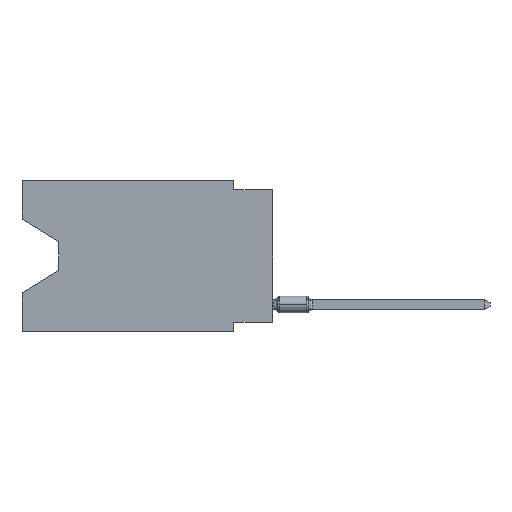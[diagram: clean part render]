
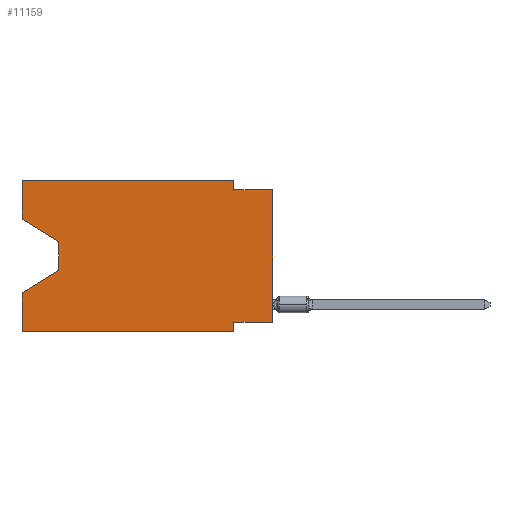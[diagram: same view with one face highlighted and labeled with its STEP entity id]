
A CAD part, left-side view. The second image highlights one B-rep face of the part: STEP entity #11159.
In plain terms, the highlighted planar face has unit normal (-1, 0, 0).
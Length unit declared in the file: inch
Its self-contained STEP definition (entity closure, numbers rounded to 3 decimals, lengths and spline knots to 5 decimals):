
#131 = CARTESIAN_POINT ( 'NONE',  ( 0., 0.1, -0.39 ) ) ;
#150 = DIRECTION ( 'NONE',  ( 1., 0., 0. ) ) ;
#310 = EDGE_CURVE ( 'NONE', #6939, #1225, #1609, .T. ) ;
#320 = CARTESIAN_POINT ( 'NONE',  ( 0., 0.1, -0.365 ) ) ;
#571 = ORIENTED_EDGE ( 'NONE', *, *, #10248, .T. ) ;
#624 = LINE ( 'NONE', #5187, #1859 ) ;
#798 = LINE ( 'NONE', #6356, #4350 ) ;
#873 = DIRECTION ( 'NONE',  ( 0., 0., 1. ) ) ;
#1156 = DIRECTION ( 'NONE',  ( 0., -1., 0. ) ) ;
#1225 = VERTEX_POINT ( 'NONE', #3407 ) ;
#1427 = CARTESIAN_POINT ( 'NONE',  ( 0., 0.645, -0.39 ) ) ;
#1541 = LINE ( 'NONE', #2637, #4581 ) ;
#1609 = LINE ( 'NONE', #11432, #6895 ) ;
#1859 = VECTOR ( 'NONE', #8506, 39.37008 ) ;
#2070 = VECTOR ( 'NONE', #10849, 39.37008 ) ;
#2174 = DIRECTION ( 'NONE',  ( 0., -1., 0. ) ) ;
#2199 = VECTOR ( 'NONE', #9915, 39.37008 ) ;
#2229 = CARTESIAN_POINT ( 'NONE',  ( 0., 0.645, 0. ) ) ;
#2262 = CARTESIAN_POINT ( 'NONE',  ( 0., 0.645, -0.28975 ) ) ;
#2343 = EDGE_CURVE ( 'NONE', #10825, #14093, #624, .T. ) ;
#2392 = PLANE ( 'NONE',  #13322 ) ;
#2637 = CARTESIAN_POINT ( 'NONE',  ( 0., 0., 0. ) ) ;
#2787 = VERTEX_POINT ( 'NONE', #4051 ) ;
#3313 = ORIENTED_EDGE ( 'NONE', *, *, #9572, .F. ) ;
#3407 = CARTESIAN_POINT ( 'NONE',  ( 0., 0.55, -0.158 ) ) ;
#3601 = ORIENTED_EDGE ( 'NONE', *, *, #10538, .T. ) ;
#3740 = VERTEX_POINT ( 'NONE', #6769 ) ;
#3806 = EDGE_CURVE ( 'NONE', #3740, #10825, #7985, .T. ) ;
#3831 = CARTESIAN_POINT ( 'NONE',  ( 0., 0., -0.365 ) ) ;
#4051 = CARTESIAN_POINT ( 'NONE',  ( 0., 0.645, -0.39 ) ) ;
#4350 = VECTOR ( 'NONE', #6076, 39.37008 ) ;
#4421 = VECTOR ( 'NONE', #4826, 39.37008 ) ;
#4532 = CARTESIAN_POINT ( 'NONE',  ( 0., 0.645, 0. ) ) ;
#4581 = VECTOR ( 'NONE', #13750, 39.37008 ) ;
#4587 = VECTOR ( 'NONE', #1156, 39.37008 ) ;
#4826 = DIRECTION ( 'NONE',  ( 0., 1., 0. ) ) ;
#4869 = CARTESIAN_POINT ( 'NONE',  ( 0., 0.1, -0.025 ) ) ;
#5187 = CARTESIAN_POINT ( 'NONE',  ( 0., 0.1, -0.39 ) ) ;
#5635 = VERTEX_POINT ( 'NONE', #2229 ) ;
#5656 = CARTESIAN_POINT ( 'NONE',  ( 0., 0., -0.025 ) ) ;
#6076 = DIRECTION ( 'NONE',  ( 0., 0., -1. ) ) ;
#6356 = CARTESIAN_POINT ( 'NONE',  ( 0., 0.55, -0.158 ) ) ;
#6582 = EDGE_CURVE ( 'NONE', #2787, #7556, #13064, .T. ) ;
#6589 = CARTESIAN_POINT ( 'NONE',  ( 0., 0.645, 0. ) ) ;
#6666 = CARTESIAN_POINT ( 'NONE',  ( 0., 0.55, -0.232 ) ) ;
#6729 = LINE ( 'NONE', #11045, #11443 ) ;
#6769 = CARTESIAN_POINT ( 'NONE',  ( 0., 0., -0.365 ) ) ;
#6895 = VECTOR ( 'NONE', #13755, 39.37008 ) ;
#6924 = ORIENTED_EDGE ( 'NONE', *, *, #12483, .F. ) ;
#6939 = VERTEX_POINT ( 'NONE', #11602 ) ;
#7003 = DIRECTION ( 'NONE',  ( 0., -1., 0. ) ) ;
#7150 = ORIENTED_EDGE ( 'NONE', *, *, #6582, .F. ) ;
#7405 = ORIENTED_EDGE ( 'NONE', *, *, #7560, .F. ) ;
#7556 = VERTEX_POINT ( 'NONE', #2262 ) ;
#7560 = EDGE_CURVE ( 'NONE', #6939, #5635, #11073, .T. ) ;
#7985 = LINE ( 'NONE', #3831, #4421 ) ;
#8058 = CARTESIAN_POINT ( 'NONE',  ( 0., 0.55, -0.232 ) ) ;
#8506 = DIRECTION ( 'NONE',  ( 0., 0., -1. ) ) ;
#8740 = CARTESIAN_POINT ( 'NONE',  ( 0., 0.645, 0. ) ) ;
#8986 = VERTEX_POINT ( 'NONE', #10557 ) ;
#9254 = ORIENTED_EDGE ( 'NONE', *, *, #9995, .F. ) ;
#9328 = DIRECTION ( 'NONE',  ( 0., 0.855, -0.519 ) ) ;
#9572 = EDGE_CURVE ( 'NONE', #8986, #12526, #10567, .T. ) ;
#9817 = CARTESIAN_POINT ( 'NONE',  ( 0., 0.645, 0. ) ) ;
#9894 = LINE ( 'NONE', #6589, #4587 ) ;
#9915 = DIRECTION ( 'NONE',  ( 0., 0., 1. ) ) ;
#9995 = EDGE_CURVE ( 'NONE', #12526, #10781, #6729, .T. ) ;
#10113 = EDGE_LOOP ( 'NONE', ( #12519, #571, #3601, #7150, #13195, #10537, #12152, #11588, #9254, #3313, #6924, #7405 ) ) ;
#10122 = VECTOR ( 'NONE', #873, 39.37008 ) ;
#10248 = EDGE_CURVE ( 'NONE', #1225, #12495, #798, .T. ) ;
#10291 = LINE ( 'NONE', #1427, #13331 ) ;
#10537 = ORIENTED_EDGE ( 'NONE', *, *, #2343, .F. ) ;
#10538 = EDGE_CURVE ( 'NONE', #12495, #7556, #12447, .T. ) ;
#10539 = EDGE_CURVE ( 'NONE', #3740, #10781, #1541, .T. ) ;
#10557 = CARTESIAN_POINT ( 'NONE',  ( 0., 0.1, 0. ) ) ;
#10567 = LINE ( 'NONE', #10704, #2070 ) ;
#10704 = CARTESIAN_POINT ( 'NONE',  ( 0., 0.1, 0. ) ) ;
#10781 = VERTEX_POINT ( 'NONE', #5656 ) ;
#10825 = VERTEX_POINT ( 'NONE', #320 ) ;
#10849 = DIRECTION ( 'NONE',  ( 0., 0., -1. ) ) ;
#11045 = CARTESIAN_POINT ( 'NONE',  ( 0., 0., -0.025 ) ) ;
#11073 = LINE ( 'NONE', #4532, #2199 ) ;
#11159 = ADVANCED_FACE ( 'NONE', ( #11189 ), #2392, .F. ) ;
#11189 = FACE_OUTER_BOUND ( 'NONE', #10113, .T. ) ;
#11432 = CARTESIAN_POINT ( 'NONE',  ( 0., 0.645, -0.10025 ) ) ;
#11443 = VECTOR ( 'NONE', #2174, 39.37008 ) ;
#11588 = ORIENTED_EDGE ( 'NONE', *, *, #10539, .T. ) ;
#11602 = CARTESIAN_POINT ( 'NONE',  ( 0., 0.645, -0.10025 ) ) ;
#12152 = ORIENTED_EDGE ( 'NONE', *, *, #3806, .F. ) ;
#12447 = LINE ( 'NONE', #8058, #13536 ) ;
#12483 = EDGE_CURVE ( 'NONE', #5635, #8986, #9894, .T. ) ;
#12495 = VERTEX_POINT ( 'NONE', #6666 ) ;
#12519 = ORIENTED_EDGE ( 'NONE', *, *, #310, .T. ) ;
#12526 = VERTEX_POINT ( 'NONE', #4869 ) ;
#12935 = EDGE_CURVE ( 'NONE', #2787, #14093, #10291, .T. ) ;
#13064 = LINE ( 'NONE', #8740, #10122 ) ;
#13195 = ORIENTED_EDGE ( 'NONE', *, *, #12935, .T. ) ;
#13322 = AXIS2_PLACEMENT_3D ( 'NONE', #9817, #150, #14156 ) ;
#13331 = VECTOR ( 'NONE', #7003, 39.37008 ) ;
#13536 = VECTOR ( 'NONE', #9328, 39.37008 ) ;
#13750 = DIRECTION ( 'NONE',  ( 0., 0., 1. ) ) ;
#13755 = DIRECTION ( 'NONE',  ( 0., -0.855, -0.519 ) ) ;
#14093 = VERTEX_POINT ( 'NONE', #131 ) ;
#14156 = DIRECTION ( 'NONE',  ( 0., 0., -1. ) ) ;
